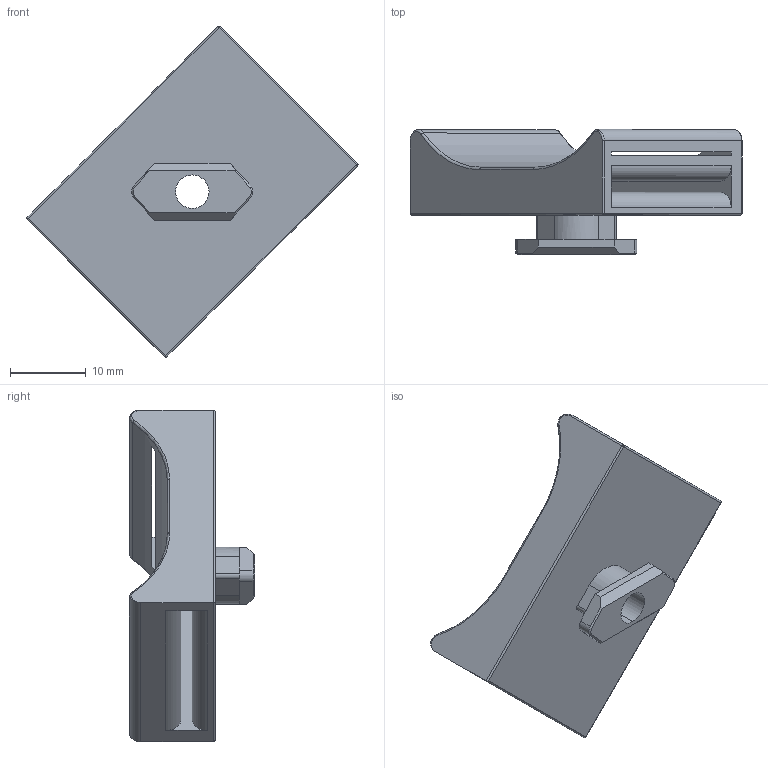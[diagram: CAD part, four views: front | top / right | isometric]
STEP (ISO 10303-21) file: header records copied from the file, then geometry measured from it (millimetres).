
FILE_DESCRIPTION (( 'STEP AP214' ), '1' );
FILE_NAME ('093803N08S01.STEP', '2019-07-23T09:24:38', ( '' ), ( '' ), 'SwSTEP 2.0', 'SolidWorks 2017', '' );
FILE_SCHEMA (( 'AUTOMOTIVE_DESIGN' ));
Length unit declared in the file: millimetre
Products named in the file (1): 093803N08S01
Bounding box: 43.76 x 16.49 x 43.76 mm (x, y, z)
Volume: 5879 mm3; surface area: 5091.6 mm2
Topology: 1 solids, 1 shells, 95 faces, 236 edges, 141 vertices
Faces by surface type: plane 34, cylinder 33, bspline 16, torus 8, cone 4
Entity records: 3084 total; most frequent: CARTESIAN_POINT 854, ORIENTED_EDGE 464, DIRECTION 461, EDGE_CURVE 232, AXIS2_PLACEMENT_3D 171, VERTEX_POINT 141, LINE 119, VECTOR 119
